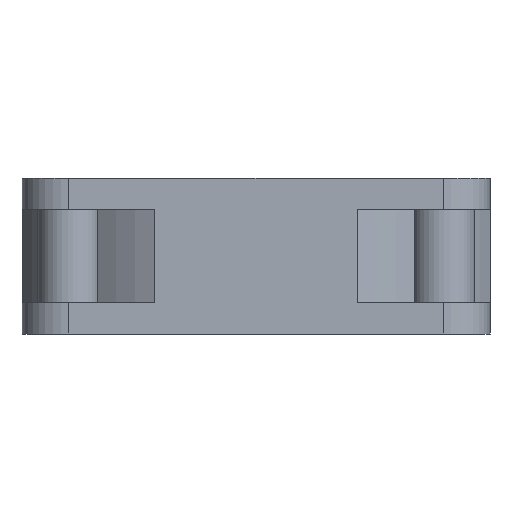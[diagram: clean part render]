
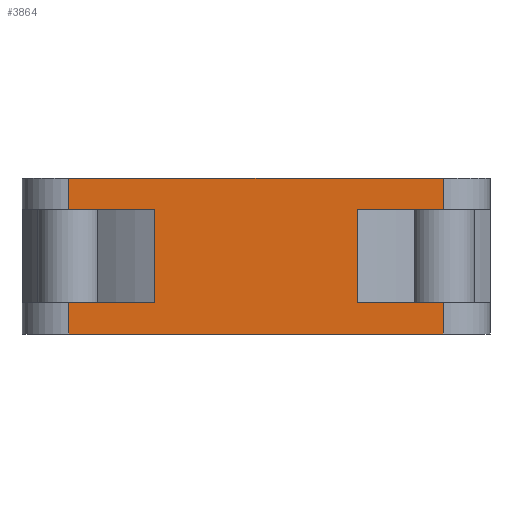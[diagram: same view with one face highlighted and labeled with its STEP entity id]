
A CAD part, front view. The second image highlights one B-rep face of the part: STEP entity #3864.
In plain terms, the highlighted planar face has unit normal (0, -1, 0).
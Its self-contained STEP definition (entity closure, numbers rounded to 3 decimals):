
#116=DIRECTION('',(-1.,0.,0.));
#117=VECTOR('',#116,24.);
#118=CARTESIAN_POINT('',(12.,-15.,-5.));
#119=LINE('',#118,#117);
#472=DIRECTION('',(-1.,0.,0.));
#473=VECTOR('',#472,5.515);
#474=CARTESIAN_POINT('',(-6.485,-15.,-3.));
#475=LINE('',#474,#473);
#479=DIRECTION('',(1.,0.,0.));
#480=VECTOR('',#479,5.515);
#481=CARTESIAN_POINT('',(-12.,-15.,3.));
#482=LINE('',#481,#480);
#486=DIRECTION('',(-1.,0.,0.));
#487=VECTOR('',#486,24.);
#488=CARTESIAN_POINT('',(12.,-15.,5.));
#489=LINE('',#488,#487);
#493=DIRECTION('',(1.,0.,0.));
#494=VECTOR('',#493,5.515);
#495=CARTESIAN_POINT('',(6.485,-15.,3.));
#496=LINE('',#495,#494);
#500=DIRECTION('',(-1.,0.,0.));
#501=VECTOR('',#500,5.515);
#502=CARTESIAN_POINT('',(12.,-15.,-3.));
#503=LINE('',#502,#501);
#547=DIRECTION('',(0.,0.,1.));
#548=VECTOR('',#547,6.);
#549=CARTESIAN_POINT('',(-6.485,-15.,-3.));
#550=LINE('',#549,#548);
#936=DIRECTION('',(0.,0.,-1.));
#937=VECTOR('',#936,6.);
#938=CARTESIAN_POINT('',(6.485,-15.,3.));
#939=LINE('',#938,#937);
#957=DIRECTION('',(0.,0.,-1.));
#958=VECTOR('',#957,2.);
#959=CARTESIAN_POINT('',(12.,-15.,5.));
#960=LINE('',#959,#958);
#1427=DIRECTION('',(0.,0.,1.));
#1428=VECTOR('',#1427,2.);
#1429=CARTESIAN_POINT('',(-12.,-15.,3.));
#1430=LINE('',#1429,#1428);
#3163=DIRECTION('',(0.,0.,-1.));
#3164=VECTOR('',#3163,2.);
#3165=CARTESIAN_POINT('',(12.,-15.,-3.));
#3166=LINE('',#3165,#3164);
#3198=DIRECTION('',(0.,0.,1.));
#3199=VECTOR('',#3198,2.);
#3200=CARTESIAN_POINT('',(-12.,-15.,-5.));
#3201=LINE('',#3200,#3199);
#3235=CARTESIAN_POINT('',(12.,-15.,-5.));
#3236=CARTESIAN_POINT('',(-12.,-15.,-5.));
#3237=VERTEX_POINT('',#3235);
#3238=VERTEX_POINT('',#3236);
#3261=CARTESIAN_POINT('',(12.,-15.,-3.));
#3262=VERTEX_POINT('',#3261);
#3263=CARTESIAN_POINT('',(-12.,-15.,-3.));
#3264=VERTEX_POINT('',#3263);
#3291=CARTESIAN_POINT('',(6.485,-15.,-3.));
#3292=VERTEX_POINT('',#3291);
#3293=CARTESIAN_POINT('',(-6.485,-15.,-3.));
#3294=VERTEX_POINT('',#3293);
#3329=CARTESIAN_POINT('',(6.485,-15.,3.));
#3330=VERTEX_POINT('',#3329);
#3331=CARTESIAN_POINT('',(-6.485,-15.,3.));
#3332=VERTEX_POINT('',#3331);
#3379=CARTESIAN_POINT('',(12.,-15.,3.));
#3380=VERTEX_POINT('',#3379);
#3381=CARTESIAN_POINT('',(-12.,-15.,3.));
#3382=VERTEX_POINT('',#3381);
#3423=CARTESIAN_POINT('',(12.,-15.,5.));
#3424=VERTEX_POINT('',#3423);
#3429=CARTESIAN_POINT('',(-12.,-15.,5.));
#3430=VERTEX_POINT('',#3429);
#3834=CARTESIAN_POINT('',(-6.485,-15.,3.));
#3835=DIRECTION('',(0.,1.,0.));
#3836=DIRECTION('',(0.,0.,1.));
#3837=AXIS2_PLACEMENT_3D('',#3834,#3835,#3836);
#3838=PLANE('',#3837);
#3840=ORIENTED_EDGE('',*,*,#3839,.F.);
#3842=ORIENTED_EDGE('',*,*,#3841,.T.);
#3844=ORIENTED_EDGE('',*,*,#3843,.F.);
#3846=ORIENTED_EDGE('',*,*,#3845,.T.);
#3848=ORIENTED_EDGE('',*,*,#3847,.F.);
#3850=ORIENTED_EDGE('',*,*,#3849,.T.);
#3852=ORIENTED_EDGE('',*,*,#3851,.F.);
#3854=ORIENTED_EDGE('',*,*,#3853,.T.);
#3856=ORIENTED_EDGE('',*,*,#3855,.F.);
#3858=ORIENTED_EDGE('',*,*,#3857,.T.);
#3859=ORIENTED_EDGE('',*,*,#3716,.T.);
#3861=ORIENTED_EDGE('',*,*,#3860,.T.);
#3862=EDGE_LOOP('',(#3840,#3842,#3844,#3846,#3848,#3850,#3852,#3854,#3856,#3858,
#3859,#3861));
#3863=FACE_OUTER_BOUND('',#3862,.F.);
#3716=EDGE_CURVE('',#3237,#3238,#119,.T.);
#3839=EDGE_CURVE('',#3294,#3264,#475,.T.);
#3841=EDGE_CURVE('',#3294,#3332,#550,.T.);
#3843=EDGE_CURVE('',#3382,#3332,#482,.T.);
#3845=EDGE_CURVE('',#3382,#3430,#1430,.T.);
#3847=EDGE_CURVE('',#3424,#3430,#489,.T.);
#3849=EDGE_CURVE('',#3424,#3380,#960,.T.);
#3851=EDGE_CURVE('',#3330,#3380,#496,.T.);
#3853=EDGE_CURVE('',#3330,#3292,#939,.T.);
#3855=EDGE_CURVE('',#3262,#3292,#503,.T.);
#3857=EDGE_CURVE('',#3262,#3237,#3166,.T.);
#3860=EDGE_CURVE('',#3238,#3264,#3201,.T.);
#3864=ADVANCED_FACE('',(#3863),#3838,.F.);
